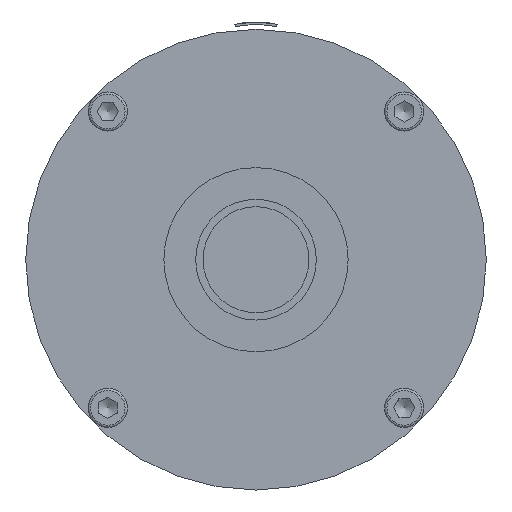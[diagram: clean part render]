
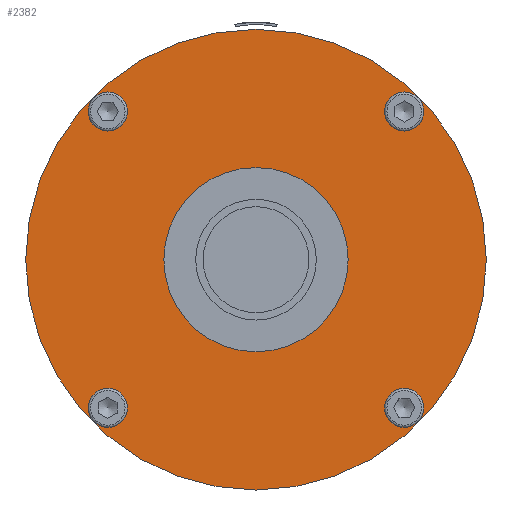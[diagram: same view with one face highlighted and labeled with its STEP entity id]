
A CAD part, front view. The second image highlights one B-rep face of the part: STEP entity #2382.
In plain terms, the highlighted planar face has unit normal (0, -1, 0).
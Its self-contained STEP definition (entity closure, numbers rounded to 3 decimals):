
#793=CARTESIAN_POINT('',(-32.173,-5.,27.923));
#794=VERTEX_POINT('',#793);
#795=CARTESIAN_POINT('',(-32.173,-5.,32.173));
#796=DIRECTION('',(0.0,1.0,0.0));
#797=DIRECTION('',(0.0,0.0,-1.0));
#798=AXIS2_PLACEMENT_3D('',#795,#796,#797);
#799=CIRCLE('',#798,4.25);
#800=EDGE_CURVE('',#794,#794,#799,.T.);
#1100=CARTESIAN_POINT('',(-27.923,-5.,-32.173));
#1101=VERTEX_POINT('',#1100);
#1102=CARTESIAN_POINT('',(-32.173,-5.,-32.173));
#1103=DIRECTION('',(0.0,1.0,0.0));
#1104=DIRECTION('',(1.0,0.0,0.0));
#1105=AXIS2_PLACEMENT_3D('',#1102,#1103,#1104);
#1106=CIRCLE('',#1105,4.25);
#1107=EDGE_CURVE('',#1101,#1101,#1106,.T.);
#1407=CARTESIAN_POINT('',(32.173,-5.0,-27.923));
#1408=VERTEX_POINT('',#1407);
#1409=CARTESIAN_POINT('',(32.173,-5.,-32.173));
#1410=DIRECTION('',(0.0,1.0,0.0));
#1411=DIRECTION('',(0.0,0.0,1.0));
#1412=AXIS2_PLACEMENT_3D('',#1409,#1410,#1411);
#1413=CIRCLE('',#1412,4.25);
#1414=EDGE_CURVE('',#1408,#1408,#1413,.T.);
#1714=CARTESIAN_POINT('',(27.923,-5.0,32.173));
#1715=VERTEX_POINT('',#1714);
#1716=CARTESIAN_POINT('',(32.173,-5.,32.173));
#1717=DIRECTION('',(0.0,1.0,0.0));
#1718=DIRECTION('',(-1.0,0.0,0.0));
#1719=AXIS2_PLACEMENT_3D('',#1716,#1717,#1718);
#1720=CIRCLE('',#1719,4.25);
#1721=EDGE_CURVE('',#1715,#1715,#1720,.T.);
#2339=CARTESIAN_POINT('',(-50.0,-5.,0.));
#2340=VERTEX_POINT('',#2339);
#2341=CARTESIAN_POINT('',(0.,-5.,0.));
#2342=DIRECTION('',(0.0,1.0,0.0));
#2343=DIRECTION('',(-1.0,0.0,0.0));
#2344=AXIS2_PLACEMENT_3D('',#2341,#2342,#2343);
#2345=CIRCLE('',#2344,50.0);
#2346=EDGE_CURVE('',#2340,#2340,#2345,.T.);
#2351=CARTESIAN_POINT('',(-34.0,-5.,0.));
#2352=DIRECTION('',(0.0,-1.0,0.0));
#2353=DIRECTION('',(0.0,0.0,1.0));
#2354=AXIS2_PLACEMENT_3D('',#2351,#2352,#2353);
#2355=PLANE('',#2354);
#2356=ORIENTED_EDGE('',*,*,#2346,.F.);
#2357=EDGE_LOOP('',(#2356));
#2358=FACE_OUTER_BOUND('',#2357,.T.);
#2359=ORIENTED_EDGE('',*,*,#800,.T.);
#2360=EDGE_LOOP('',(#2359));
#2361=FACE_BOUND('',#2360,.T.);
#2362=ORIENTED_EDGE('',*,*,#1107,.T.);
#2363=EDGE_LOOP('',(#2362));
#2364=FACE_BOUND('',#2363,.T.);
#2365=ORIENTED_EDGE('',*,*,#1414,.T.);
#2366=EDGE_LOOP('',(#2365));
#2367=FACE_BOUND('',#2366,.T.);
#2368=ORIENTED_EDGE('',*,*,#1721,.T.);
#2369=EDGE_LOOP('',(#2368));
#2370=FACE_BOUND('',#2369,.T.);
#2371=CARTESIAN_POINT('',(-18.0,-5.,0.));
#2372=VERTEX_POINT('',#2371);
#2373=CARTESIAN_POINT('',(0.,-5.,0.));
#2374=DIRECTION('',(0.0,1.0,0.0));
#2375=DIRECTION('',(-1.0,0.0,0.0));
#2376=AXIS2_PLACEMENT_3D('',#2373,#2374,#2375);
#2377=CIRCLE('',#2376,18.);
#2378=EDGE_CURVE('',#2372,#2372,#2377,.T.);
#2379=ORIENTED_EDGE('',*,*,#2378,.T.);
#2380=EDGE_LOOP('',(#2379));
#2381=FACE_BOUND('',#2380,.T.);
#2382=ADVANCED_FACE('',(#2358,#2361,#2364,#2367,#2370,#2381),#2355,.T.);
